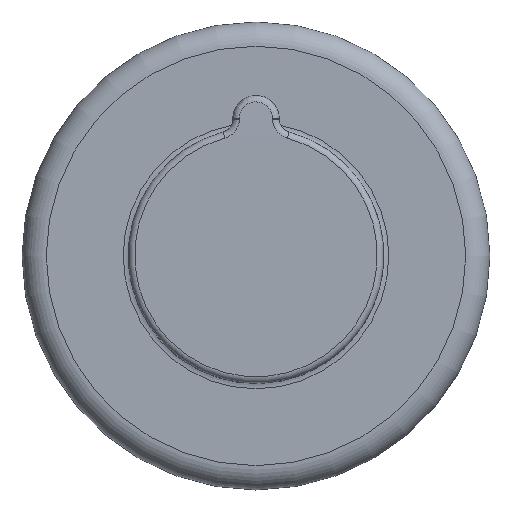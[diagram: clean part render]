
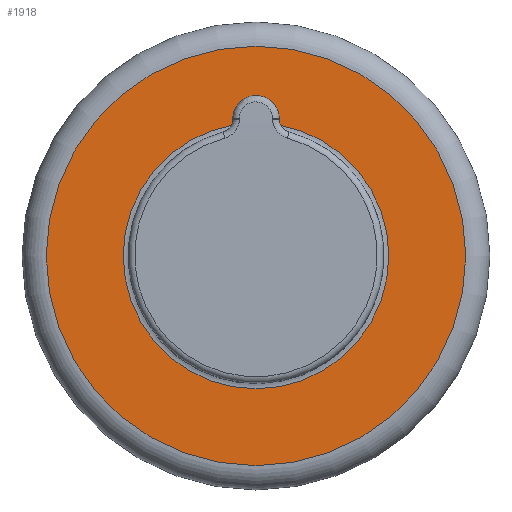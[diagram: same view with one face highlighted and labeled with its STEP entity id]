
A CAD part, top view. The second image highlights one B-rep face of the part: STEP entity #1918.
In plain terms, the highlighted planar face has unit normal (0, 0, 1).
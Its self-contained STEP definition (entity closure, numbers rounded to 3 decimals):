
#45 = EDGE_CURVE ( 'NONE', #1471, #1471, #1299, .T. ) ;
#156 = DIRECTION ( 'NONE',  ( 0., 0., -1. ) ) ;
#236 = EDGE_CURVE ( 'NONE', #1454, #1454, #2110, .T. ) ;
#253 = EDGE_LOOP ( 'NONE', ( #1660 ) ) ;
#406 = AXIS2_PLACEMENT_3D ( 'NONE', #539, #156, #2128 ) ;
#529 = PLANE ( 'NONE',  #406 ) ;
#539 = CARTESIAN_POINT ( 'NONE',  ( -20.194, 0., 10.7 ) ) ;
#913 = CARTESIAN_POINT ( 'NONE',  ( 0.074, -32., 10.7 ) ) ;
#953 = EDGE_LOOP ( 'NONE', ( #1732 ) ) ;
#1299 = CIRCLE ( 'NONE', #1640, 20.268 ) ;
#1454 = VERTEX_POINT ( 'NONE', #913 ) ;
#1471 = VERTEX_POINT ( 'NONE', #1871 ) ;
#1529 = AXIS2_PLACEMENT_3D ( 'NONE', #1578, #1617, #1596 ) ;
#1578 = CARTESIAN_POINT ( 'NONE',  ( 0.074, 0., 10.7 ) ) ;
#1596 = DIRECTION ( 'NONE',  ( 0., -1., 0. ) ) ;
#1617 = DIRECTION ( 'NONE',  ( 0., 0., -1. ) ) ;
#1640 = AXIS2_PLACEMENT_3D ( 'NONE', #2069, #2025, #2017 ) ;
#1660 = ORIENTED_EDGE ( 'NONE', *, *, #45, .T. ) ;
#1722 = FACE_OUTER_BOUND ( 'NONE', #953, .T. ) ;
#1732 = ORIENTED_EDGE ( 'NONE', *, *, #236, .F. ) ;
#1791 = FACE_BOUND ( 'NONE', #253, .T. ) ;
#1871 = CARTESIAN_POINT ( 'NONE',  ( 0.074, -20.267, 10.7 ) ) ;
#1918 = ADVANCED_FACE ( 'NONE', ( #1722, #1791 ), #529, .F. ) ;
#2017 = DIRECTION ( 'NONE',  ( 0., -1., 0. ) ) ;
#2025 = DIRECTION ( 'NONE',  ( 0., 0., -1. ) ) ;
#2069 = CARTESIAN_POINT ( 'NONE',  ( 0.074, 0., 10.7 ) ) ;
#2110 = CIRCLE ( 'NONE', #1529, 32. ) ;
#2128 = DIRECTION ( 'NONE',  ( 0., -1., 0. ) ) ;
